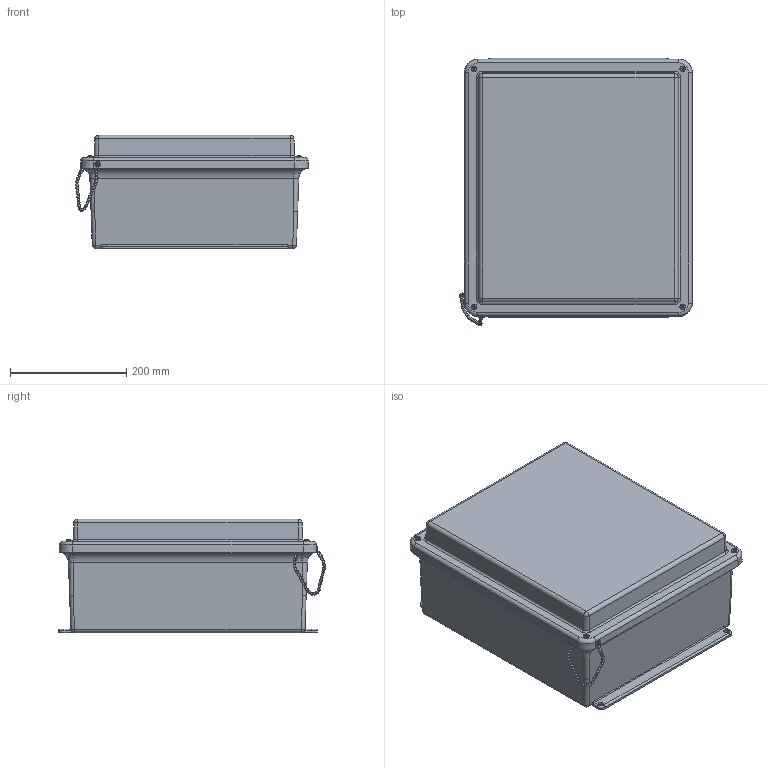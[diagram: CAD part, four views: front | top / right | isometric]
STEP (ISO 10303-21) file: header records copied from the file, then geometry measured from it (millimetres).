
FILE_DESCRIPTION(/* description */ (''),/* implementation_level */ '2;1');
FILE_NAME(/* name */ 'HW-RHJ161407SC.stp',/* time_stamp */ '2014-04-04T14:34:19-05:00',/* author */ ('jtigges'),/* organization */ (''),/* preprocessor_version */ 'ST-DEVELOPER v15.2',/* originating_system */ 'Autodesk Inventor 2014',/* authorisation */ '');
FILE_SCHEMA (('AUTOMOTIVE_DESIGN { 1 0 10303 214 3 1 1 }'));
Length unit declared in the file: inch
Products named in the file (21): J1614W_3; RMINS45821P_107; RMINS45821P_108; RMINS45821P_109; RMINS45821P_110; RMINS45821P_111; RMINS45821P_112; RMINS45821P_113; RMINS45821P_114; J1614BW; RJ1614WCVR; GASKET_1614; WP1614WU; RMSC10X063PHCPH; RMRIV44; RMWAS283X126X026; END; CURVED CHAIN_1412RJ; 10SS_1614RJ; RMRIV43; RJ1614W_STP
Bounding box: 399.83 x 459.51 x 195.17 mm (x, y, z)
Volume: 2394231.1 mm3; surface area: 1329140.7 mm2
Topology: 21 solids, 21 shells, 925 faces, 2314 edges, 1449 vertices
Faces by surface type: cylinder 307, cone 221, plane 214, bspline 95, torus 48, sphere 40
Full cylindrical faces by diameter (mm): 3.175 x2, 3.2 x1, 3.556 x6, 3.683 x4, 3.861 x8, 3.962 x7, 3.967 x80, 4.762 x2, 4.826 x80, 5.537 x4, 6.35 x2, 6.858 x8, 7.188 x1
Entity records: 20310 total; most frequent: CARTESIAN_POINT 7796, DIRECTION 2682, ORIENTED_EDGE 2226, AXIS2_PLACEMENT_3D 1145, EDGE_CURVE 1113, EDGE_LOOP 804, VERTEX_POINT 761, ADVANCED_FACE 574
